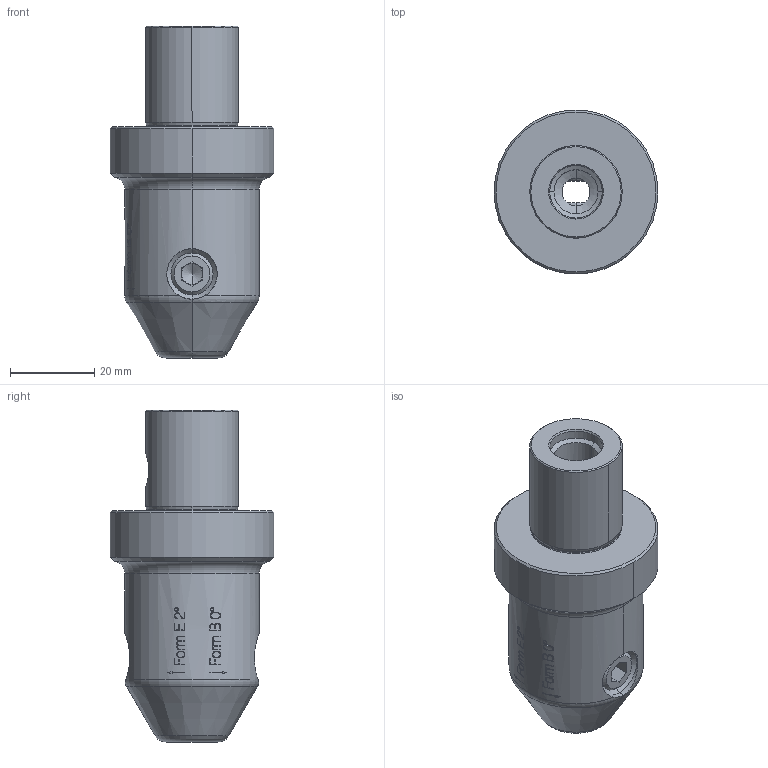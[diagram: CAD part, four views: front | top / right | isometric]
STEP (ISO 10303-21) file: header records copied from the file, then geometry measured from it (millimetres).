
FILE_DESCRIPTION(('no description'),'unknown implementation level');
FILE_NAME('2A633D86-4587-43EA-9817-DA558AFB2FD7_export.stp',' ',('CIMSOURCE GmbH'),('CADClick - KiM GmbH - www.kimweb.de'),'unknown preprocess','ACIS','unknown authorization');
FILE_SCHEMA(('automotive_design'));
Length unit declared in the file: millimetre
Products named in the file (3): 335.232 Kaiser CKS4 X D10 B+E|690.479 Kaiser ETL M10 X 12_Standard;NONE; 335.232 Kaiser CKS4 X D10 B+E|335.232 kaiser CKS4 X D10 B+E_Standard;NONE
Bounding box: 39 x 39 x 79 mm (x, y, z)
Volume: 47296.1 mm3; surface area: 12656.4 mm2
Topology: 3 solids, 3 shells, 326 faces, 828 edges, 524 vertices
Faces by surface type: plane 128, bspline 91, cylinder 53, cone 42, torus 12
Entity records: 23319 total; most frequent: CARTESIAN_POINT 6581, STYLED_ITEM 1673, PRESENTATION_STYLE_ASSIGNMENT 1673, COLOUR_RGB 1673, ORIENTED_EDGE 1640, DIRECTION 1314, EDGE_CURVE 820, CURVE_STYLE 820
